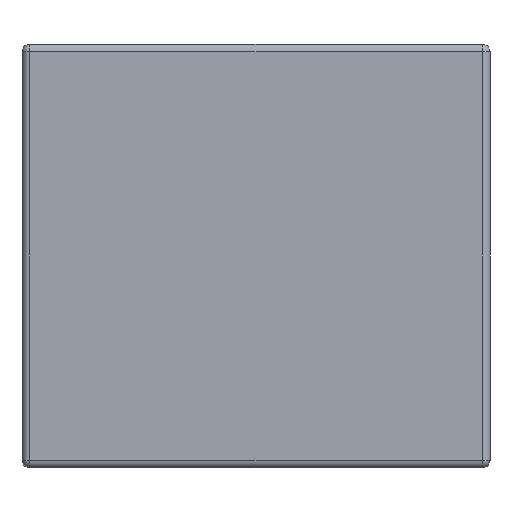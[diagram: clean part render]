
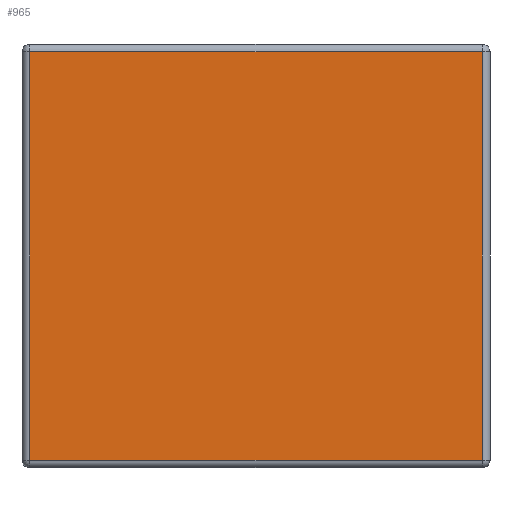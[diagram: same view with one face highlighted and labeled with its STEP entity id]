
A CAD part, front view. The second image highlights one B-rep face of the part: STEP entity #965.
In plain terms, the highlighted planar face has unit normal (0, -1, 0).
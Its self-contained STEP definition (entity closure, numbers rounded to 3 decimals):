
#781 = VERTEX_POINT('',#782);
#782 = CARTESIAN_POINT('',(-5.82,-16.5,-5.25));
#789 = EDGE_CURVE('',#781,#790,#792,.T.);
#790 = VERTEX_POINT('',#791);
#791 = CARTESIAN_POINT('',(-5.82,-16.5,5.25));
#792 = LINE('',#793,#794);
#793 = CARTESIAN_POINT('',(-5.82,-16.5,-5.45));
#794 = VECTOR('',#795,1.);
#795 = DIRECTION('',(0.,0.,1.));
#850 = VERTEX_POINT('',#851);
#851 = CARTESIAN_POINT('',(5.82,-16.5,-5.25));
#858 = EDGE_CURVE('',#850,#781,#859,.T.);
#859 = LINE('',#860,#861);
#860 = CARTESIAN_POINT('',(6.02,-16.5,-5.25));
#861 = VECTOR('',#862,1.);
#862 = DIRECTION('',(-1.,0.,0.));
#887 = EDGE_CURVE('',#790,#888,#890,.T.);
#888 = VERTEX_POINT('',#889);
#889 = CARTESIAN_POINT('',(5.82,-16.5,5.25));
#890 = LINE('',#891,#892);
#891 = CARTESIAN_POINT('',(-6.02,-16.5,5.25));
#892 = VECTOR('',#893,1.);
#893 = DIRECTION('',(1.,0.,0.));
#936 = EDGE_CURVE('',#888,#850,#937,.T.);
#937 = LINE('',#938,#939);
#938 = CARTESIAN_POINT('',(5.82,-16.5,5.45));
#939 = VECTOR('',#940,1.);
#940 = DIRECTION('',(0.,0.,-1.));
#965 = ADVANCED_FACE('',(#966),#972,.F.);
#966 = FACE_BOUND('',#967,.F.);
#967 = EDGE_LOOP('',(#968,#969,#970,#971));
#968 = ORIENTED_EDGE('',*,*,#789,.T.);
#969 = ORIENTED_EDGE('',*,*,#887,.T.);
#970 = ORIENTED_EDGE('',*,*,#936,.T.);
#971 = ORIENTED_EDGE('',*,*,#858,.T.);
#972 = PLANE('',#973);
#973 = AXIS2_PLACEMENT_3D('',#974,#975,#976);
#974 = CARTESIAN_POINT('',(0.,-16.5,0.));
#975 = DIRECTION('',(0.,1.,0.));
#976 = DIRECTION('',(0.,0.,1.));
